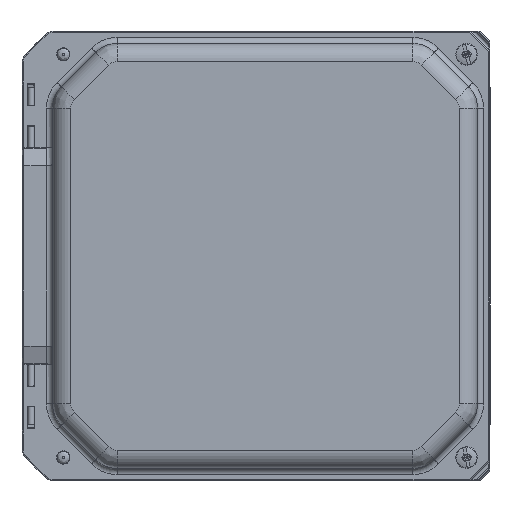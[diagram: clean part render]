
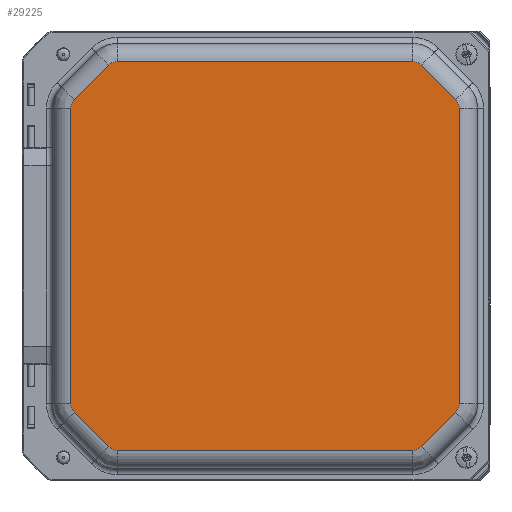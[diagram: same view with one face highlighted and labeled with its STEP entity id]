
A CAD part, top view. The second image highlights one B-rep face of the part: STEP entity #29225.
In plain terms, the highlighted planar face has unit normal (0, 0, 1).
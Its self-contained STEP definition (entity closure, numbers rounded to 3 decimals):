
#4128=LINE('',#68332,#5986);
#4131=LINE('',#68339,#5989);
#4132=LINE('',#68368,#5990);
#4133=LINE('',#68372,#5991);
#4134=LINE('',#68402,#5992);
#4136=LINE('',#68408,#5994);
#4137=LINE('',#68437,#5995);
#4138=LINE('',#68441,#5996);
#5986=VECTOR('',#41611,6.169);
#5989=VECTOR('',#41618,1.013);
#5990=VECTOR('',#41633,1.013);
#5991=VECTOR('',#41638,6.171);
#5992=VECTOR('',#41653,6.171);
#5994=VECTOR('',#41659,1.013);
#5995=VECTOR('',#41674,1.013);
#5996=VECTOR('',#41679,6.169);
#6524=PLANE('',#32888);
#8453=FACE_OUTER_BOUND('',#10408,.T.);
#10408=EDGE_LOOP('',(#26873,#26874,#26875,#26876,#26877,#26878,#26879,#26880,
#26881,#26882,#26883,#26884,#26885,#26886,#26887,#26888));
#11797=CIRCLE('',#32851,0.254);
#11803=CIRCLE('',#32859,0.254);
#11806=CIRCLE('',#32862,0.254);
#11810=CIRCLE('',#32868,0.254);
#11813=CIRCLE('',#32871,0.254);
#11817=CIRCLE('',#32877,0.254);
#11820=CIRCLE('',#32880,0.254);
#11823=CIRCLE('',#32885,0.254);
#14297=VERTEX_POINT('',#68322);
#14298=VERTEX_POINT('',#68324);
#14300=VERTEX_POINT('',#68330);
#14301=VERTEX_POINT('',#68335);
#14303=VERTEX_POINT('',#68349);
#14304=VERTEX_POINT('',#68361);
#14305=VERTEX_POINT('',#68366);
#14306=VERTEX_POINT('',#68370);
#14307=VERTEX_POINT('',#68382);
#14308=VERTEX_POINT('',#68394);
#14310=VERTEX_POINT('',#68400);
#14311=VERTEX_POINT('',#68404);
#14313=VERTEX_POINT('',#68418);
#14314=VERTEX_POINT('',#68430);
#14315=VERTEX_POINT('',#68435);
#14316=VERTEX_POINT('',#68439);
#18507=EDGE_CURVE('',#14297,#14298,#11797,.T.);
#18511=EDGE_CURVE('',#14300,#14297,#4128,.T.);
#18515=EDGE_CURVE('',#14298,#14301,#4131,.T.);
#18517=EDGE_CURVE('',#14303,#14300,#11803,.T.);
#18520=EDGE_CURVE('',#14301,#14304,#11806,.T.);
#18522=EDGE_CURVE('',#14305,#14303,#4132,.T.);
#18524=EDGE_CURVE('',#14304,#14306,#4133,.T.);
#18526=EDGE_CURVE('',#14307,#14305,#11810,.T.);
#18529=EDGE_CURVE('',#14306,#14308,#11813,.T.);
#18531=EDGE_CURVE('',#14310,#14307,#4134,.T.);
#18534=EDGE_CURVE('',#14308,#14311,#4136,.T.);
#18536=EDGE_CURVE('',#14313,#14310,#11817,.T.);
#18539=EDGE_CURVE('',#14311,#14314,#11820,.T.);
#18541=EDGE_CURVE('',#14315,#14313,#4137,.T.);
#18543=EDGE_CURVE('',#14314,#14316,#4138,.T.);
#18544=EDGE_CURVE('',#14316,#14315,#11823,.T.);
#26873=ORIENTED_EDGE('',*,*,#18507,.F.);
#26874=ORIENTED_EDGE('',*,*,#18511,.F.);
#26875=ORIENTED_EDGE('',*,*,#18517,.F.);
#26876=ORIENTED_EDGE('',*,*,#18522,.F.);
#26877=ORIENTED_EDGE('',*,*,#18526,.F.);
#26878=ORIENTED_EDGE('',*,*,#18531,.F.);
#26879=ORIENTED_EDGE('',*,*,#18536,.F.);
#26880=ORIENTED_EDGE('',*,*,#18541,.F.);
#26881=ORIENTED_EDGE('',*,*,#18544,.F.);
#26882=ORIENTED_EDGE('',*,*,#18543,.F.);
#26883=ORIENTED_EDGE('',*,*,#18539,.F.);
#26884=ORIENTED_EDGE('',*,*,#18534,.F.);
#26885=ORIENTED_EDGE('',*,*,#18529,.F.);
#26886=ORIENTED_EDGE('',*,*,#18524,.F.);
#26887=ORIENTED_EDGE('',*,*,#18520,.F.);
#26888=ORIENTED_EDGE('',*,*,#18515,.F.);
#29225=ADVANCED_FACE('',(#8453),#6524,.T.);
#32851=AXIS2_PLACEMENT_3D('',#68325,#41601,#41602);
#32859=AXIS2_PLACEMENT_3D('',#68351,#41621,#41622);
#32862=AXIS2_PLACEMENT_3D('',#68364,#41627,#41628);
#32868=AXIS2_PLACEMENT_3D('',#68384,#41641,#41642);
#32871=AXIS2_PLACEMENT_3D('',#68398,#41647,#41648);
#32877=AXIS2_PLACEMENT_3D('',#68420,#41662,#41663);
#32880=AXIS2_PLACEMENT_3D('',#68433,#41668,#41669);
#32885=AXIS2_PLACEMENT_3D('',#68451,#41680,#41681);
#32888=AXIS2_PLACEMENT_3D('',#68456,#41688,#41689);
#41601=DIRECTION('center_axis',(0.,0.,-1.));
#41602=DIRECTION('ref_axis',(-0.383,-0.924,0.));
#41611=DIRECTION('',(-1.,0.,0.));
#41618=DIRECTION('',(-0.707,0.707,0.));
#41621=DIRECTION('center_axis',(0.,0.,-1.));
#41622=DIRECTION('ref_axis',(0.383,-0.924,0.));
#41627=DIRECTION('center_axis',(0.,0.,-1.));
#41628=DIRECTION('ref_axis',(-0.924,-0.383,0.));
#41633=DIRECTION('',(-0.707,-0.707,0.));
#41638=DIRECTION('',(0.,1.,0.));
#41641=DIRECTION('center_axis',(0.,0.,-1.));
#41642=DIRECTION('ref_axis',(0.924,-0.383,0.));
#41647=DIRECTION('center_axis',(0.,0.,-1.));
#41648=DIRECTION('ref_axis',(-0.924,0.383,0.));
#41653=DIRECTION('',(0.,-1.,0.));
#41659=DIRECTION('',(0.707,0.707,0.));
#41662=DIRECTION('center_axis',(0.,0.,-1.));
#41663=DIRECTION('ref_axis',(0.924,0.383,0.));
#41668=DIRECTION('center_axis',(0.,0.,-1.));
#41669=DIRECTION('ref_axis',(-0.383,0.924,0.));
#41674=DIRECTION('',(0.707,-0.707,0.));
#41679=DIRECTION('',(1.,0.,0.));
#41680=DIRECTION('center_axis',(0.,0.,-1.));
#41681=DIRECTION('ref_axis',(0.383,0.924,0.));
#41688=DIRECTION('center_axis',(0.,0.,1.));
#41689=DIRECTION('ref_axis',(1.,0.,0.));
#68322=CARTESIAN_POINT('',(-2.896,-4.056,1.));
#68324=CARTESIAN_POINT('',(-3.076,-3.982,1.));
#68325=CARTESIAN_POINT('Origin',(-2.896,-3.802,1.));
#68330=CARTESIAN_POINT('',(3.273,-4.056,1.));
#68332=CARTESIAN_POINT('',(3.273,-4.056,1.));
#68335=CARTESIAN_POINT('',(-3.792,-3.265,1.));
#68339=CARTESIAN_POINT('',(-3.076,-3.982,1.));
#68349=CARTESIAN_POINT('',(3.453,-3.982,1.));
#68351=CARTESIAN_POINT('Origin',(3.273,-3.802,1.));
#68361=CARTESIAN_POINT('',(-3.866,-3.086,1.));
#68364=CARTESIAN_POINT('Origin',(-3.612,-3.086,1.));
#68366=CARTESIAN_POINT('',(4.169,-3.265,1.));
#68368=CARTESIAN_POINT('',(4.169,-3.265,1.));
#68370=CARTESIAN_POINT('',(-3.866,3.086,1.));
#68372=CARTESIAN_POINT('',(-3.866,-3.086,1.));
#68382=CARTESIAN_POINT('',(4.243,-3.086,1.));
#68384=CARTESIAN_POINT('Origin',(3.99,-3.086,1.));
#68394=CARTESIAN_POINT('',(-3.792,3.265,1.));
#68398=CARTESIAN_POINT('Origin',(-3.612,3.086,1.));
#68400=CARTESIAN_POINT('',(4.243,3.086,1.));
#68402=CARTESIAN_POINT('',(4.243,3.086,1.));
#68404=CARTESIAN_POINT('',(-3.076,3.982,1.));
#68408=CARTESIAN_POINT('',(-3.792,3.265,1.));
#68418=CARTESIAN_POINT('',(4.169,3.265,1.));
#68420=CARTESIAN_POINT('Origin',(3.99,3.086,1.));
#68430=CARTESIAN_POINT('',(-2.896,4.056,1.));
#68433=CARTESIAN_POINT('Origin',(-2.896,3.802,1.));
#68435=CARTESIAN_POINT('',(3.453,3.982,1.));
#68437=CARTESIAN_POINT('',(3.453,3.982,1.));
#68439=CARTESIAN_POINT('',(3.273,4.056,1.));
#68441=CARTESIAN_POINT('',(-2.896,4.056,1.));
#68451=CARTESIAN_POINT('Origin',(3.273,3.802,1.));
#68456=CARTESIAN_POINT('Origin',(0.189,0.,1.));
